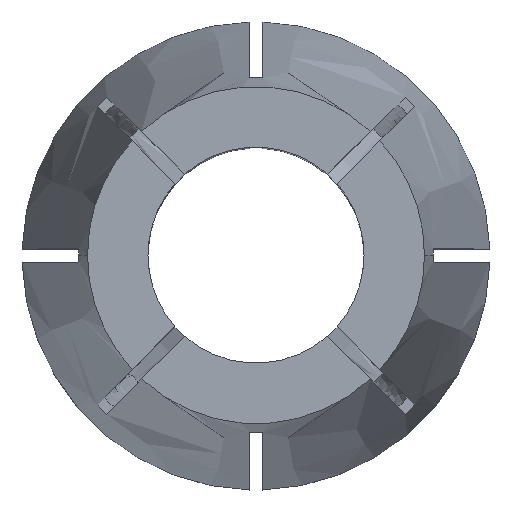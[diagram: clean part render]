
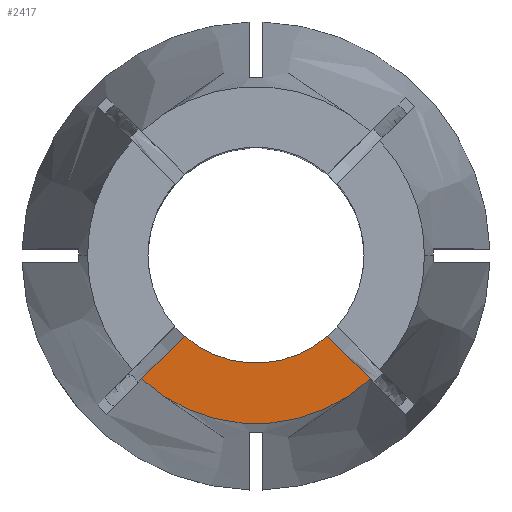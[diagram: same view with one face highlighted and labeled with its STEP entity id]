
A CAD part, top view. The second image highlights one B-rep face of the part: STEP entity #2417.
In plain terms, the highlighted planar face has unit normal (0, 0, 1).
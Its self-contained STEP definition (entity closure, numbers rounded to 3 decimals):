
#40 = AXIS2_PLACEMENT_3D ( 'NONE', #1772, #401, #2529 ) ;
#96 = DIRECTION ( 'NONE',  ( -0.707, 0.707, 0. ) ) ;
#233 = CARTESIAN_POINT ( 'NONE',  ( -6.348, -6.879, 0. ) ) ;
#401 = DIRECTION ( 'NONE',  ( 0., 0., 1. ) ) ;
#412 = EDGE_CURVE ( 'NONE', #1467, #2651, #1953, .T. ) ;
#420 = DIRECTION ( 'NONE',  ( 0., 0., 1. ) ) ;
#505 = PLANE ( 'NONE',  #1272 ) ;
#536 = VERTEX_POINT ( 'NONE', #1689 ) ;
#720 = LINE ( 'NONE', #2035, #786 ) ;
#757 = VERTEX_POINT ( 'NONE', #1849 ) ;
#770 = CARTESIAN_POINT ( 'NONE',  ( 0.265, -0.265, 0. ) ) ;
#786 = VECTOR ( 'NONE', #96, 1000. ) ;
#966 = DIRECTION ( 'NONE',  ( 0., 0., -1. ) ) ;
#1097 = EDGE_CURVE ( 'NONE', #536, #757, #720, .T. ) ;
#1111 = EDGE_LOOP ( 'NONE', ( #1368, #2241, #2479, #1747 ) ) ;
#1272 = AXIS2_PLACEMENT_3D ( 'NONE', #1610, #966, #1711 ) ;
#1357 = EDGE_CURVE ( 'NONE', #1467, #536, #2471, .T. ) ;
#1368 = ORIENTED_EDGE ( 'NONE', *, *, #412, .F. ) ;
#1417 = EDGE_CURVE ( 'NONE', #2651, #757, #1860, .T. ) ;
#1467 = VERTEX_POINT ( 'NONE', #233 ) ;
#1491 = AXIS2_PLACEMENT_3D ( 'NONE', #1602, #420, #2567 ) ;
#1602 = CARTESIAN_POINT ( 'NONE',  ( 0., 0., 0. ) ) ;
#1610 = CARTESIAN_POINT ( 'NONE',  ( 0., 0., 0. ) ) ;
#1689 = CARTESIAN_POINT ( 'NONE',  ( 6.348, -6.879, 0. ) ) ;
#1701 = VECTOR ( 'NONE', #1915, 1000. ) ;
#1711 = DIRECTION ( 'NONE',  ( -1., 0., 0. ) ) ;
#1747 = ORIENTED_EDGE ( 'NONE', *, *, #1417, .F. ) ;
#1772 = CARTESIAN_POINT ( 'NONE',  ( 0., 0., 0. ) ) ;
#1849 = CARTESIAN_POINT ( 'NONE',  ( 3.969, -4.5, 0. ) ) ;
#1860 = CIRCLE ( 'NONE', #1491, 6. ) ;
#1915 = DIRECTION ( 'NONE',  ( 0.707, 0.707, 0. ) ) ;
#1953 = LINE ( 'NONE', #770, #1701 ) ;
#2035 = CARTESIAN_POINT ( 'NONE',  ( -0.265, -0.265, 0. ) ) ;
#2110 = CARTESIAN_POINT ( 'NONE',  ( -3.969, -4.5, 0. ) ) ;
#2241 = ORIENTED_EDGE ( 'NONE', *, *, #1357, .T. ) ;
#2417 = ADVANCED_FACE ( 'NONE', ( #2845 ), #505, .F. ) ;
#2471 = CIRCLE ( 'NONE', #40, 9.36 ) ;
#2479 = ORIENTED_EDGE ( 'NONE', *, *, #1097, .T. ) ;
#2529 = DIRECTION ( 'NONE',  ( 1., 0., 0. ) ) ;
#2567 = DIRECTION ( 'NONE',  ( 1., 0., 0. ) ) ;
#2651 = VERTEX_POINT ( 'NONE', #2110 ) ;
#2845 = FACE_OUTER_BOUND ( 'NONE', #1111, .T. ) ;
